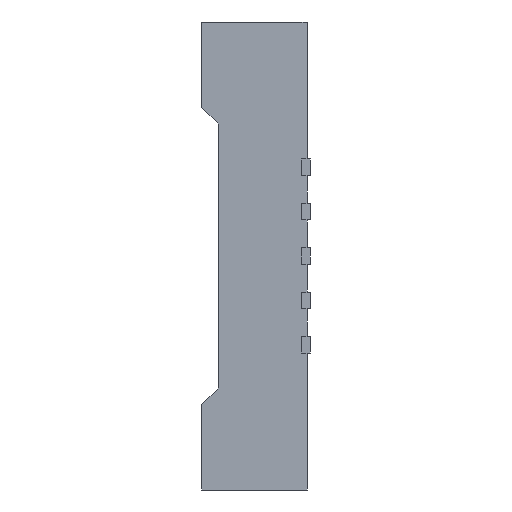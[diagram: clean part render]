
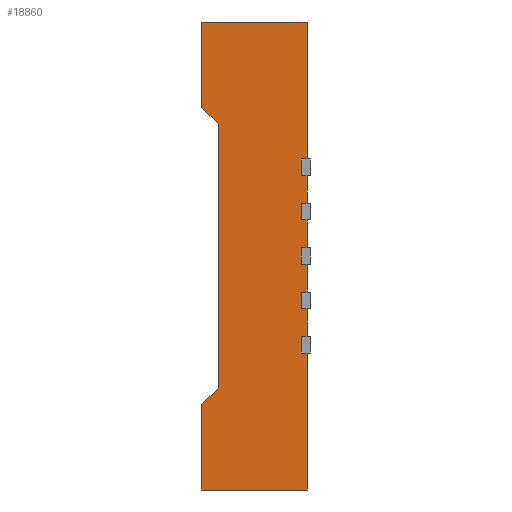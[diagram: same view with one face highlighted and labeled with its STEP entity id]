
A CAD part, left-side view. The second image highlights one B-rep face of the part: STEP entity #18860.
In plain terms, the highlighted planar face has unit normal (-1, 0, 0).
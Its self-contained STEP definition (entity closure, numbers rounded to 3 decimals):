
#120=CARTESIAN_POINT('',(-1.101,-0.455,-1.41));
#130=VERTEX_POINT('',#120);
#760=CARTESIAN_POINT('',(-1.101,-0.455,-0.64));
#770=VERTEX_POINT('',#760);
#800=CARTESIAN_POINT('',(-1.101,-0.455,-0.1));
#810=DIRECTION('',(0.,0.,1.));
#820=VECTOR('',#810,1.);
#830=LINE('',#800,#820);
#840=EDGE_CURVE('',#130,#770,#830,.T.);
#11900=CARTESIAN_POINT('',(-1.101,-1.405,
-0.175));
#11910=VERTEX_POINT('',#11900);
#11940=CARTESIAN_POINT('',(-1.101,-0.802,
-0.175));
#11950=DIRECTION('',(0.,1.,0.));
#11960=VECTOR('',#11950,1.);
#11970=LINE('',#11940,#11960);
#11980=CARTESIAN_POINT('',(-1.101,-1.355,
-0.175));
#11990=VERTEX_POINT('',#11980);
#12000=EDGE_CURVE('',#11910,#11990,#11970,.T.);
#15360=CARTESIAN_POINT('',(-1.101,-1.355,
-0.025));
#15370=VERTEX_POINT('',#15360);
#15400=CARTESIAN_POINT('',(-1.101,-0.802,
-0.025));
#15410=DIRECTION('',(0.,1.,0.));
#15420=VECTOR('',#15410,1.);
#15430=LINE('',#15400,#15420);
#15440=CARTESIAN_POINT('',(-1.101,-1.405,
-0.025));
#15450=VERTEX_POINT('',#15440);
#15460=EDGE_CURVE('',#15450,#15370,#15430,.T.);
#16940=CARTESIAN_POINT('',(-1.101,-0.665,-0.1));
#16950=DIRECTION('',(-1.,0.,0.));
#16960=DIRECTION('',(0.,-1.,0.));
#16970=AXIS2_PLACEMENT_3D('',#16940,#16950,#16960);
#16980=PLANE('',#16970);
#16990=CARTESIAN_POINT('',(-1.101,-0.802,-1.41));
#17000=DIRECTION('',(0.,1.,0.));
#17010=VECTOR('',#17000,1.);
#17020=LINE('',#16990,#17010);
#17030=CARTESIAN_POINT('',(-1.101,-1.405,-1.41));
#17040=VERTEX_POINT('',#17030);
#17050=EDGE_CURVE('',#17040,#130,#17020,.T.);
#17060=ORIENTED_EDGE('',*,*,#17050,.F.);
#17070=ORIENTED_EDGE('',*,*,#840,.F.);
#17080=CARTESIAN_POINT('',(-1.101,-0.995,-0.1));
#17090=DIRECTION('',(0.,0.707,-0.707));
#17100=VECTOR('',#17090,1.);
#17110=LINE('',#17080,#17100);
#17120=CARTESIAN_POINT('',(-1.101,-0.605,-0.49));
#17130=VERTEX_POINT('',#17120);
#17140=EDGE_CURVE('',#17130,#770,#17110,.T.);
#17150=ORIENTED_EDGE('',*,*,#17140,.T.);
#17160=CARTESIAN_POINT('',(-1.101,-0.605,1.5));
#17170=DIRECTION('',(0.,0.,1.));
#17180=VECTOR('',#17170,1.);
#17190=LINE('',#17160,#17180);
#17200=CARTESIAN_POINT('',(-1.101,-0.605,1.89));
#17210=VERTEX_POINT('',#17200);
#17220=EDGE_CURVE('',#17130,#17210,#17190,.T.);
#17230=ORIENTED_EDGE('',*,*,#17220,.F.);
#17240=CARTESIAN_POINT('',(-1.101,-0.995,1.5));
#17250=DIRECTION('',(0.,0.707,
0.707));
#17260=VECTOR('',#17250,1.);
#17270=LINE('',#17240,#17260);
#17280=CARTESIAN_POINT('',(-1.101,-0.455,2.04));
#17290=VERTEX_POINT('',#17280);
#17300=EDGE_CURVE('',#17210,#17290,#17270,.T.);
#17310=ORIENTED_EDGE('',*,*,#17300,.F.);
#17320=CARTESIAN_POINT('',(-1.101,-0.455,1.5));
#17330=DIRECTION('',(0.,0.,-1.));
#17340=VECTOR('',#17330,1.);
#17350=LINE('',#17320,#17340);
#17360=CARTESIAN_POINT('',(-1.101,-0.455,2.81));
#17370=VERTEX_POINT('',#17360);
#17380=EDGE_CURVE('',#17370,#17290,#17350,.T.);
#17390=ORIENTED_EDGE('',*,*,#17380,.T.);
#17400=CARTESIAN_POINT('',(-1.101,-0.802,2.81));
#17410=DIRECTION('',(0.,1.,0.));
#17420=VECTOR('',#17410,1.);
#17430=LINE('',#17400,#17420);
#17440=CARTESIAN_POINT('',(-1.101,-1.405,2.81));
#17450=VERTEX_POINT('',#17440);
#17460=EDGE_CURVE('',#17450,#17370,#17430,.T.);
#17470=ORIENTED_EDGE('',*,*,#17460,.T.);
#17480=CARTESIAN_POINT('',(-1.101,-1.405,1.733)
);
#17490=DIRECTION('',(0.,0.,-1.));
#17500=VECTOR('',#17490,1.);
#17510=LINE('',#17480,#17500);
#17520=CARTESIAN_POINT('',(-1.101,-1.405,1.575));
#17530=VERTEX_POINT('',#17520);
#17540=EDGE_CURVE('',#17450,#17530,#17510,.T.);
#17550=ORIENTED_EDGE('',*,*,#17540,.F.);
#17560=CARTESIAN_POINT('',(-1.101,-0.802,1.575));
#17570=DIRECTION('',(0.,1.,0.));
#17580=VECTOR('',#17570,1.);
#17590=LINE('',#17560,#17580);
#17600=CARTESIAN_POINT('',(-1.101,-1.355,1.575));
#17610=VERTEX_POINT('',#17600);
#17620=EDGE_CURVE('',#17530,#17610,#17590,.T.);
#17630=ORIENTED_EDGE('',*,*,#17620,.F.);
#17640=CARTESIAN_POINT('',(-1.101,-1.355,1.5));
#17650=DIRECTION('',(0.,0.,1.));
#17660=VECTOR('',#17650,1.);
#17670=LINE('',#17640,#17660);
#17680=CARTESIAN_POINT('',(-1.101,-1.355,1.425));
#17690=VERTEX_POINT('',#17680);
#17700=EDGE_CURVE('',#17690,#17610,#17670,.T.);
#17710=ORIENTED_EDGE('',*,*,#17700,.T.);
#17720=CARTESIAN_POINT('',(-1.101,-0.802,1.425));
#17730=DIRECTION('',(0.,1.,0.));
#17740=VECTOR('',#17730,1.);
#17750=LINE('',#17720,#17740);
#17760=CARTESIAN_POINT('',(-1.101,-1.405,1.425));
#17770=VERTEX_POINT('',#17760);
#17780=EDGE_CURVE('',#17770,#17690,#17750,.T.);
#17790=ORIENTED_EDGE('',*,*,#17780,.T.);
#17800=CARTESIAN_POINT('',(-1.101,-1.405,1.175));
#17810=VERTEX_POINT('',#17800);
#17820=EDGE_CURVE('',#17770,#17810,#17510,.T.);
#17830=ORIENTED_EDGE('',*,*,#17820,.F.);
#17840=CARTESIAN_POINT('',(-1.101,-0.802,1.175));
#17850=DIRECTION('',(0.,1.,0.));
#17860=VECTOR('',#17850,1.);
#17870=LINE('',#17840,#17860);
#17880=CARTESIAN_POINT('',(-1.101,-1.355,1.175));
#17890=VERTEX_POINT('',#17880);
#17900=EDGE_CURVE('',#17810,#17890,#17870,.T.);
#17910=ORIENTED_EDGE('',*,*,#17900,.F.);
#17920=CARTESIAN_POINT('',(-1.101,-1.355,1.1));
#17930=DIRECTION('',(0.,0.,1.));
#17940=VECTOR('',#17930,1.);
#17950=LINE('',#17920,#17940);
#17960=CARTESIAN_POINT('',(-1.101,-1.355,1.025));
#17970=VERTEX_POINT('',#17960);
#17980=EDGE_CURVE('',#17970,#17890,#17950,.T.);
#17990=ORIENTED_EDGE('',*,*,#17980,.T.);
#18000=CARTESIAN_POINT('',(-1.101,-0.802,1.025));
#18010=DIRECTION('',(0.,1.,0.));
#18020=VECTOR('',#18010,1.);
#18030=LINE('',#18000,#18020);
#18040=CARTESIAN_POINT('',(-1.101,-1.405,1.025));
#18050=VERTEX_POINT('',#18040);
#18060=EDGE_CURVE('',#18050,#17970,#18030,.T.);
#18070=ORIENTED_EDGE('',*,*,#18060,.T.);
#18080=CARTESIAN_POINT('',(-1.101,-1.405,-0.1));
#18090=DIRECTION('',(0.,0.,-1.));
#18100=VECTOR('',#18090,1.);
#18110=LINE('',#18080,#18100);
#18120=CARTESIAN_POINT('',(-1.101,-1.405,0.775
));
#18130=VERTEX_POINT('',#18120);
#18140=EDGE_CURVE('',#18050,#18130,#18110,.T.);
#18150=ORIENTED_EDGE('',*,*,#18140,.F.);
#18160=CARTESIAN_POINT('',(-1.101,-0.802,
0.775));
#18170=DIRECTION('',(0.,1.,0.));
#18180=VECTOR('',#18170,1.);
#18190=LINE('',#18160,#18180);
#18200=CARTESIAN_POINT('',(-1.101,-1.355,0.775
));
#18210=VERTEX_POINT('',#18200);
#18220=EDGE_CURVE('',#18130,#18210,#18190,.T.);
#18230=ORIENTED_EDGE('',*,*,#18220,.F.);
#18240=CARTESIAN_POINT('',(-1.101,-1.355,0.7
));
#18250=DIRECTION('',(0.,0.,1.));
#18260=VECTOR('',#18250,1.);
#18270=LINE('',#18240,#18260);
#18280=CARTESIAN_POINT('',(-1.101,-1.355,0.625
));
#18290=VERTEX_POINT('',#18280);
#18300=EDGE_CURVE('',#18290,#18210,#18270,.T.);
#18310=ORIENTED_EDGE('',*,*,#18300,.T.);
#18320=CARTESIAN_POINT('',(-1.101,-0.802,
0.625));
#18330=DIRECTION('',(0.,1.,0.));
#18340=VECTOR('',#18330,1.);
#18350=LINE('',#18320,#18340);
#18360=CARTESIAN_POINT('',(-1.101,-1.405,0.625
));
#18370=VERTEX_POINT('',#18360);
#18380=EDGE_CURVE('',#18370,#18290,#18350,.T.);
#18390=ORIENTED_EDGE('',*,*,#18380,.T.);
#18400=CARTESIAN_POINT('',(-1.101,-1.405,-0.1));
#18410=DIRECTION('',(0.,0.,-1.));
#18420=VECTOR('',#18410,1.);
#18430=LINE('',#18400,#18420);
#18440=CARTESIAN_POINT('',(-1.101,-1.405,0.375
));
#18450=VERTEX_POINT('',#18440);
#18460=EDGE_CURVE('',#18370,#18450,#18430,.T.);
#18470=ORIENTED_EDGE('',*,*,#18460,.F.);
#18480=CARTESIAN_POINT('',(-1.101,-0.802,
0.375));
#18490=DIRECTION('',(0.,1.,0.));
#18500=VECTOR('',#18490,1.);
#18510=LINE('',#18480,#18500);
#18520=CARTESIAN_POINT('',(-1.101,-1.355,0.375
));
#18530=VERTEX_POINT('',#18520);
#18540=EDGE_CURVE('',#18450,#18530,#18510,.T.);
#18550=ORIENTED_EDGE('',*,*,#18540,.F.);
#18560=CARTESIAN_POINT('',(-1.101,-1.355,0.3
));
#18570=DIRECTION('',(0.,0.,1.));
#18580=VECTOR('',#18570,1.);
#18590=LINE('',#18560,#18580);
#18600=CARTESIAN_POINT('',(-1.101,-1.355,0.225
));
#18610=VERTEX_POINT('',#18600);
#18620=EDGE_CURVE('',#18610,#18530,#18590,.T.);
#18630=ORIENTED_EDGE('',*,*,#18620,.T.);
#18640=CARTESIAN_POINT('',(-1.101,-0.802,
0.225));
#18650=DIRECTION('',(0.,1.,0.));
#18660=VECTOR('',#18650,1.);
#18670=LINE('',#18640,#18660);
#18680=CARTESIAN_POINT('',(-1.101,-1.405,0.225
));
#18690=VERTEX_POINT('',#18680);
#18700=EDGE_CURVE('',#18690,#18610,#18670,.T.);
#18710=ORIENTED_EDGE('',*,*,#18700,.T.);
#18720=EDGE_CURVE('',#18690,#15450,#17510,.T.);
#18730=ORIENTED_EDGE('',*,*,#18720,.F.);
#18740=ORIENTED_EDGE('',*,*,#15460,.F.);
#18750=CARTESIAN_POINT('',(-1.101,-1.355,
-0.1));
#18760=DIRECTION('',(0.,0.,1.));
#18770=VECTOR('',#18760,1.);
#18780=LINE('',#18750,#18770);
#18790=EDGE_CURVE('',#11990,#15370,#18780,.T.);
#18800=ORIENTED_EDGE('',*,*,#18790,.T.);
#18810=ORIENTED_EDGE('',*,*,#12000,.T.);
#18820=EDGE_CURVE('',#11910,#17040,#17510,.T.);
#18830=ORIENTED_EDGE('',*,*,#18820,.F.);
#18840=EDGE_LOOP('',(#18830,#18810,#18800,#18740,#18730,#18710,#18630,
#18550,#18470,#18390,#18310,#18230,#18150,#18070,#17990,#17910,#17830,
#17790,#17710,#17630,#17550,#17470,#17390,#17310,#17230,#17150,#17070,
#17060));
#18850=FACE_OUTER_BOUND('',#18840,.T.);
#18860=ADVANCED_FACE('',(#18850),#16980,.T.);
